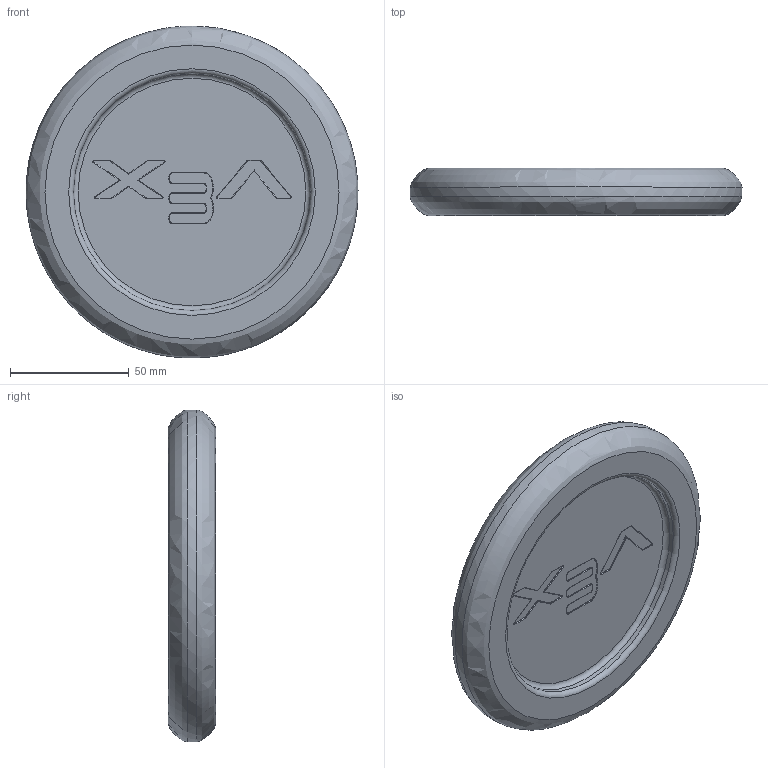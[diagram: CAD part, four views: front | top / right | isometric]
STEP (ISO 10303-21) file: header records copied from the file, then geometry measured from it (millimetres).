
FILE_DESCRIPTION(/* description */ ('STEP AP242','CAx-IF Rec.Pracs.---Representation and Presentation of Product Manufacturing Information (PMI)---4.0---2014-10-13','CAx-IF Rec.Pracs.---3D Tessellated Geometry---0.4---2014-09-14','2;1'),/* implementation_level */ '2;1');
FILE_NAME(/* name */ '627be88d0bd9b7043e252b7a',/* time_stamp */ '2022-05-11T16:47:09+00:00',/* author */ (''),/* organization */ (''),/* preprocessor_version */ 'ST-DEVELOPER v18.101',/* originating_system */ ' ',/* authorisation */ ' ');
FILE_SCHEMA (('AP242_MANAGED_MODEL_BASED_3D_ENGINEERING_MIM_LF { 1 0 10303 442 1 1 4 }'));
Length unit declared in the file: metre
Products named in the file (1): 276-7500-001 Web
Bounding box: 139.99 x 20 x 139.95 mm (x, y, z)
Volume: 196490 mm3; surface area: 38913 mm2
Topology: 1 solids, 1 shells, 279 faces, 669 edges, 400 vertices
Faces by surface type: bspline 94, cylinder 93, plane 66, torus 26
Full cylindrical faces by diameter (mm): 100 x2, 140 x1
Entity records: 11106 total; most frequent: CARTESIAN_POINT 5538, ORIENTED_EDGE 1320, DIRECTION 886, EDGE_CURVE 660, VERTEX_POINT 400, AXIS2_PLACEMENT_3D 354, B_SPLINE_CURVE_WITH_KNOTS 314, EDGE_LOOP 296
